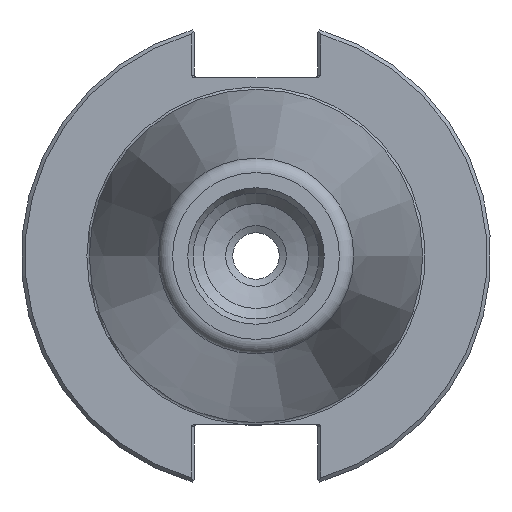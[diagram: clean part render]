
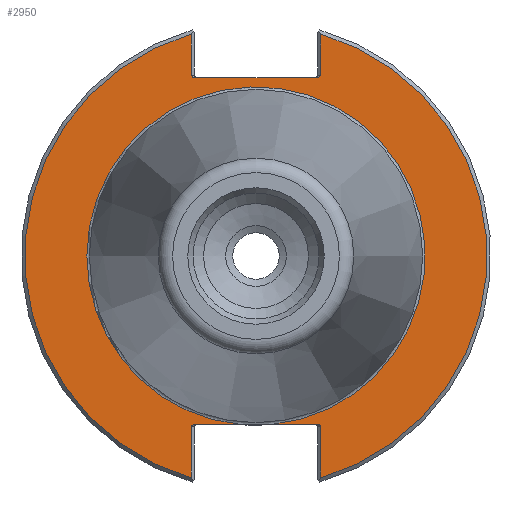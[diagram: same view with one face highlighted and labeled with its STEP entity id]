
A CAD part, left-side view. The second image highlights one B-rep face of the part: STEP entity #2950.
In plain terms, the highlighted planar face has unit normal (-1, 0, 0).
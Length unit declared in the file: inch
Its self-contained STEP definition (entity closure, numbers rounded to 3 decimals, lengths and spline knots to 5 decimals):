
#2305=CARTESIAN_POINT('',(0.125,-0.50422,1.472));
#2306=VERTEX_POINT('',#2305);
#2313=CARTESIAN_POINT('',(0.125,-0.5325,1.492));
#2314=VERTEX_POINT('',#2313);
#2315=CARTESIAN_POINT('',(0.125,-0.50422,1.492));
#2316=DIRECTION('',(-1.0,0.0,0.0));
#2317=DIRECTION('',(0.0,-1.0,0.0));
#2318=AXIS2_PLACEMENT_3D('',#2315,#2316,#2317);
#2319=ELLIPSE('',#2318,0.02828,0.02);
#2320=EDGE_CURVE('',#2306,#2314,#2319,.T.);
#2370=CARTESIAN_POINT('',(0.125,-0.5325,1.83167));
#2371=VERTEX_POINT('',#2370);
#2372=CARTESIAN_POINT('',(0.125,-0.5325,1.492));
#2373=DIRECTION('',(0.0,0.0,1.0));
#2374=VECTOR('',#2373,0.33967);
#2375=LINE('',#2372,#2374);
#2376=EDGE_CURVE('',#2314,#2371,#2375,.T.);
#2459=CARTESIAN_POINT('',(0.125,0.50422,-1.388));
#2460=VERTEX_POINT('',#2459);
#2467=CARTESIAN_POINT('',(0.125,0.5325,-1.408));
#2468=VERTEX_POINT('',#2467);
#2469=CARTESIAN_POINT('',(0.125,0.50422,-1.408));
#2470=DIRECTION('',(-1.0,0.0,0.0));
#2471=DIRECTION('',(0.0,1.0,0.0));
#2472=AXIS2_PLACEMENT_3D('',#2469,#2470,#2471);
#2473=ELLIPSE('',#2472,0.02828,0.02);
#2474=EDGE_CURVE('',#2460,#2468,#2473,.T.);
#2524=CARTESIAN_POINT('',(0.125,0.5325,-1.83167));
#2525=VERTEX_POINT('',#2524);
#2526=CARTESIAN_POINT('',(0.125,0.5325,-1.408));
#2527=DIRECTION('',(0.0,0.0,-1.0));
#2528=VECTOR('',#2527,0.42367);
#2529=LINE('',#2526,#2528);
#2530=EDGE_CURVE('',#2468,#2525,#2529,.T.);
#2555=CARTESIAN_POINT('',(0.125,-0.5325,-1.408));
#2556=VERTEX_POINT('',#2555);
#2557=CARTESIAN_POINT('',(0.125,-0.50422,-1.388));
#2558=VERTEX_POINT('',#2557);
#2559=CARTESIAN_POINT('',(0.125,-0.50422,-1.408));
#2560=DIRECTION('',(-1.0,0.0,0.0));
#2561=DIRECTION('',(0.0,-1.0,0.0));
#2562=AXIS2_PLACEMENT_3D('',#2559,#2560,#2561);
#2563=ELLIPSE('',#2562,0.02828,0.02);
#2564=EDGE_CURVE('',#2556,#2558,#2563,.T.);
#2662=CARTESIAN_POINT('',(0.125,-0.5325,-1.83167));
#2663=VERTEX_POINT('',#2662);
#2670=CARTESIAN_POINT('',(0.125,-0.5325,-1.83167));
#2671=DIRECTION('',(0.0,0.0,1.0));
#2672=VECTOR('',#2671,0.42367);
#2673=LINE('',#2670,#2672);
#2674=EDGE_CURVE('',#2663,#2556,#2673,.T.);
#2716=CARTESIAN_POINT('',(0.125,0.5325,1.492));
#2717=VERTEX_POINT('',#2716);
#2724=CARTESIAN_POINT('',(0.125,0.50422,1.472));
#2725=VERTEX_POINT('',#2724);
#2726=CARTESIAN_POINT('',(0.125,0.50422,1.492));
#2727=DIRECTION('',(-1.0,0.0,0.0));
#2728=DIRECTION('',(0.0,1.0,0.0));
#2729=AXIS2_PLACEMENT_3D('',#2726,#2727,#2728);
#2730=ELLIPSE('',#2729,0.02828,0.02);
#2731=EDGE_CURVE('',#2717,#2725,#2730,.T.);
#2816=CARTESIAN_POINT('',(0.125,0.5325,1.83167));
#2817=VERTEX_POINT('',#2816);
#2824=CARTESIAN_POINT('',(0.125,0.5325,1.83167));
#2825=DIRECTION('',(0.0,0.0,-1.0));
#2826=VECTOR('',#2825,0.33967);
#2827=LINE('',#2824,#2826);
#2828=EDGE_CURVE('',#2817,#2717,#2827,.T.);
#2863=CARTESIAN_POINT('',(0.125,-0.13957,-1.388));
#2864=VERTEX_POINT('',#2863);
#2865=CARTESIAN_POINT('',(0.125,0.13957,-1.388));
#2866=VERTEX_POINT('',#2865);
#2881=CARTESIAN_POINT('',(0.125,0.0,0.0));
#2882=DIRECTION('',(-1.0,0.0,0.0));
#2883=DIRECTION('',(0.0,-1.0,0.0));
#2884=AXIS2_PLACEMENT_3D('',#2881,#2882,#2883);
#2885=CIRCLE('',#2884,1.395);
#2886=EDGE_CURVE('',#2864,#2866,#2885,.T.);
#2902=CARTESIAN_POINT('',(0.125,1.65625,0.0));
#2903=DIRECTION('',(-1.0,0.0,0.0));
#2904=DIRECTION('',(0.0,0.0,1.0));
#2905=AXIS2_PLACEMENT_3D('',#2902,#2903,#2904);
#2906=PLANE('',#2905);
#2907=ORIENTED_EDGE('',*,*,#2886,.F.);
#2908=CARTESIAN_POINT('',(0.125,-0.50422,-1.388));
#2909=DIRECTION('',(0.0,1.0,0.0));
#2910=VECTOR('',#2909,0.36464);
#2911=LINE('',#2908,#2910);
#2912=EDGE_CURVE('',#2558,#2864,#2911,.T.);
#2913=ORIENTED_EDGE('',*,*,#2912,.F.);
#2914=ORIENTED_EDGE('',*,*,#2564,.F.);
#2915=ORIENTED_EDGE('',*,*,#2674,.F.);
#2916=CARTESIAN_POINT('',(0.125,0.0,0.0));
#2917=DIRECTION('',(1.0,0.0,0.0));
#2918=DIRECTION('',(0.0,-1.0,0.0));
#2919=AXIS2_PLACEMENT_3D('',#2916,#2917,#2918);
#2920=CIRCLE('',#2919,1.9075);
#2921=EDGE_CURVE('',#2371,#2663,#2920,.T.);
#2922=ORIENTED_EDGE('',*,*,#2921,.F.);
#2923=ORIENTED_EDGE('',*,*,#2376,.F.);
#2924=ORIENTED_EDGE('',*,*,#2320,.F.);
#2925=CARTESIAN_POINT('',(0.125,0.50422,1.472));
#2926=DIRECTION('',(0.0,-1.0,0.0));
#2927=VECTOR('',#2926,1.00843);
#2928=LINE('',#2925,#2927);
#2929=EDGE_CURVE('',#2725,#2306,#2928,.T.);
#2930=ORIENTED_EDGE('',*,*,#2929,.F.);
#2931=ORIENTED_EDGE('',*,*,#2731,.F.);
#2932=ORIENTED_EDGE('',*,*,#2828,.F.);
#2933=CARTESIAN_POINT('',(0.125,0.0,0.0));
#2934=DIRECTION('',(1.0,0.0,0.0));
#2935=DIRECTION('',(0.0,1.0,0.0));
#2936=AXIS2_PLACEMENT_3D('',#2933,#2934,#2935);
#2937=CIRCLE('',#2936,1.9075);
#2938=EDGE_CURVE('',#2525,#2817,#2937,.T.);
#2939=ORIENTED_EDGE('',*,*,#2938,.F.);
#2940=ORIENTED_EDGE('',*,*,#2530,.F.);
#2941=ORIENTED_EDGE('',*,*,#2474,.F.);
#2942=CARTESIAN_POINT('',(0.125,0.13957,-1.388));
#2943=DIRECTION('',(0.0,1.0,0.0));
#2944=VECTOR('',#2943,0.36464);
#2945=LINE('',#2942,#2944);
#2946=EDGE_CURVE('',#2866,#2460,#2945,.T.);
#2947=ORIENTED_EDGE('',*,*,#2946,.F.);
#2948=EDGE_LOOP('',(#2907,#2913,#2914,#2915,#2922,#2923,#2924,#2930,#2931,#2932,#2939,#2940,#2941,#2947));
#2949=FACE_OUTER_BOUND('',#2948,.T.);
#2950=ADVANCED_FACE('',(#2949),#2906,.T.);
